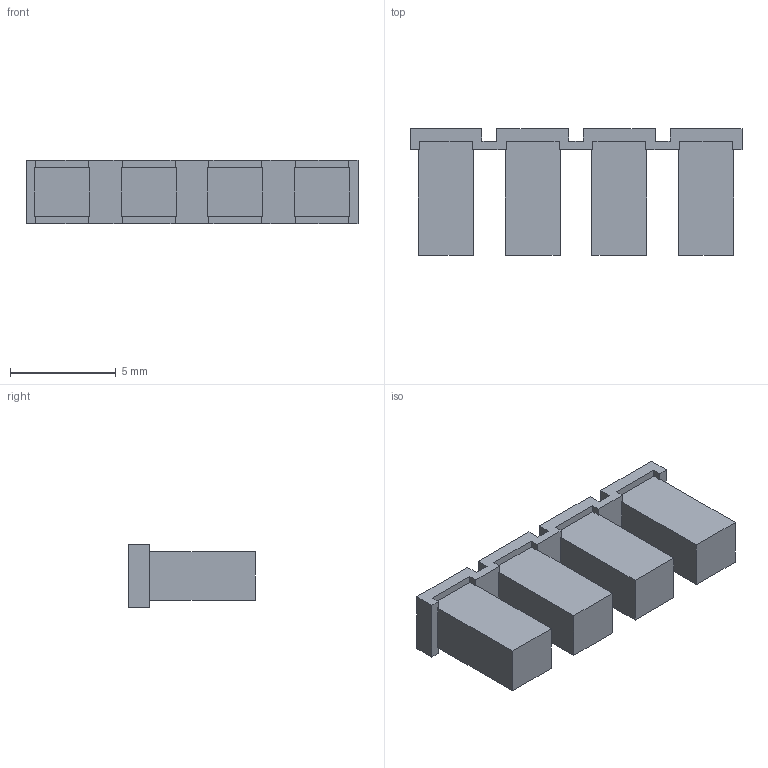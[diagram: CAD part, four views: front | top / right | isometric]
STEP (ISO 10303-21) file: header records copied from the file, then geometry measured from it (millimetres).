
FILE_DESCRIPTION(/* description */ (''),/* implementation_level */ '2;1');
FILE_NAME(/* name */ '3425_FAD15_4_iso.stp',/* time_stamp */ '2011-08-01T14:39:29+02:00',/* author */ (''),/* organization */ (''),/* preprocessor_version */ 'ST-DEVELOPER v11',/* originating_system */ 'SIEMENS UGS NX 6.0',/* authorisation */ '');
FILE_SCHEMA (('CONFIG_CONTROL_DESIGN'));
Length unit declared in the file: millimetre
Products named in the file (1): 3425_FAD15_4_iso
Bounding box: 15.7 x 6 x 3 mm (x, y, z)
Volume: 160.1 mm3; surface area: 338.1 mm2
Topology: 1 solids, 1 shells, 66 faces, 192 edges, 128 vertices
Faces by surface type: plane 66
Entity records: 2222 total; most frequent: CARTESIAN_POINT 387, ORIENTED_EDGE 384, DIRECTION 326, EDGE_CURVE 192, LINE 192, VECTOR 192, VERTEX_POINT 128, AXIS2_PLACEMENT_3D 67
